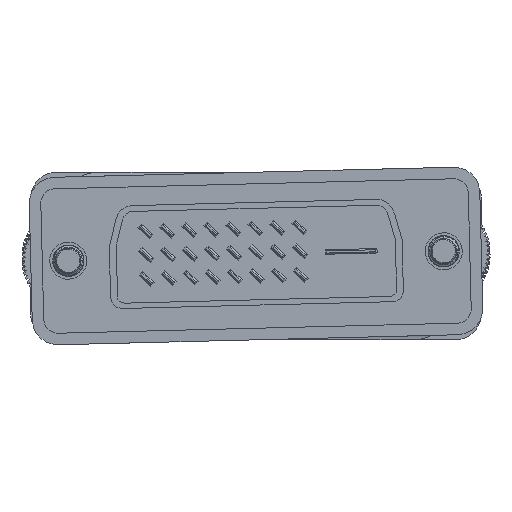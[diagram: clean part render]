
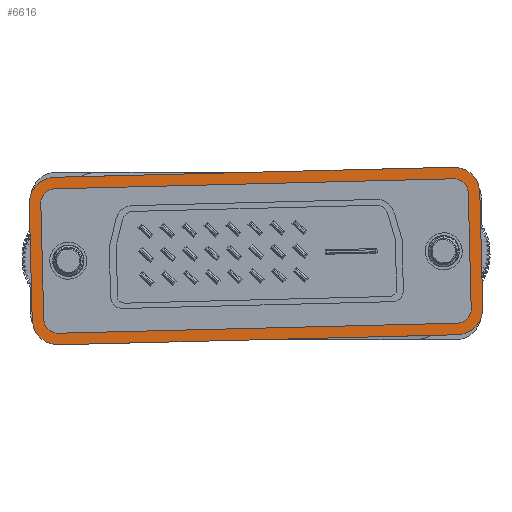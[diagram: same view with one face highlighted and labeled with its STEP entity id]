
A CAD part, front view. The second image highlights one B-rep face of the part: STEP entity #6616.
In plain terms, the highlighted face is planar.
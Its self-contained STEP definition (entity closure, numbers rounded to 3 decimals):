
#544=CARTESIAN_POINT('',(17.25,0.,-5.));
#545=DIRECTION('',(0.,-1.,0.));
#546=DIRECTION('',(0.,0.,-1.));
#547=AXIS2_PLACEMENT_3D('',#544,#545,#546);
#549=CARTESIAN_POINT('',(17.25,0.,5.));
#550=DIRECTION('',(0.,-1.,0.));
#551=DIRECTION('',(1.,0.,0.));
#552=AXIS2_PLACEMENT_3D('',#549,#550,#551);
#554=DIRECTION('',(-1.,0.,0.));
#555=VECTOR('',#554,34.5);
#556=CARTESIAN_POINT('',(17.25,0.,7.25));
#557=LINE('',#556,#555);
#558=CARTESIAN_POINT('',(-17.25,0.,5.));
#559=DIRECTION('',(0.,-1.,0.));
#560=DIRECTION('',(0.,0.,1.));
#561=AXIS2_PLACEMENT_3D('',#558,#559,#560);
#563=DIRECTION('',(0.,0.,-1.));
#564=VECTOR('',#563,10.);
#565=CARTESIAN_POINT('',(-19.5,0.,5.));
#566=LINE('',#565,#564);
#567=CARTESIAN_POINT('',(-17.25,0.,-5.));
#568=DIRECTION('',(0.,-1.,0.));
#569=DIRECTION('',(-1.,0.,0.));
#570=AXIS2_PLACEMENT_3D('',#567,#568,#569);
#572=DIRECTION('',(1.,0.,0.));
#573=VECTOR('',#572,34.5);
#574=CARTESIAN_POINT('',(-17.25,0.,-7.25));
#575=LINE('',#574,#573);
#576=CARTESIAN_POINT('',(-17.25,0.,5.));
#577=DIRECTION('',(0.,1.,0.));
#578=DIRECTION('',(-1.,0.,0.));
#579=AXIS2_PLACEMENT_3D('',#576,#577,#578);
#581=CARTESIAN_POINT('',(17.25,0.,5.));
#582=DIRECTION('',(0.,1.,0.));
#583=DIRECTION('',(0.,0.,1.));
#584=AXIS2_PLACEMENT_3D('',#581,#582,#583);
#586=CARTESIAN_POINT('',(17.25,0.,-5.));
#587=DIRECTION('',(0.,1.,0.));
#588=DIRECTION('',(1.,0.,0.));
#589=AXIS2_PLACEMENT_3D('',#586,#587,#588);
#591=CARTESIAN_POINT('',(-17.25,0.,-5.));
#592=DIRECTION('',(0.,1.,0.));
#593=DIRECTION('',(0.,0.,-1.));
#594=AXIS2_PLACEMENT_3D('',#591,#592,#593);
#604=DIRECTION('',(0.,0.,-1.));
#605=VECTOR('',#604,10.);
#606=CARTESIAN_POINT('',(19.5,0.,5.));
#607=LINE('',#606,#605);
#1129=DIRECTION('',(0.,0.,-1.));
#1130=VECTOR('',#1129,10.);
#1131=CARTESIAN_POINT('',(-18.5,0.,5.));
#1132=LINE('',#1131,#1130);
#1141=DIRECTION('',(1.,0.,0.));
#1142=VECTOR('',#1141,34.5);
#1143=CARTESIAN_POINT('',(-17.25,0.,-6.25));
#1144=LINE('',#1143,#1142);
#1153=DIRECTION('',(0.,0.,1.));
#1154=VECTOR('',#1153,10.);
#1155=CARTESIAN_POINT('',(18.5,0.,-5.));
#1156=LINE('',#1155,#1154);
#1165=DIRECTION('',(-1.,0.,0.));
#1166=VECTOR('',#1165,34.5);
#1167=CARTESIAN_POINT('',(17.25,0.,6.25));
#1168=LINE('',#1167,#1166);
#4577=CARTESIAN_POINT('',(17.25,0.,-7.25));
#4579=VERTEX_POINT('',#4577);
#4581=CARTESIAN_POINT('',(-17.25,0.,-7.25));
#4582=VERTEX_POINT('',#4581);
#4651=CARTESIAN_POINT('',(19.5,0.,-5.));
#4652=VERTEX_POINT('',#4651);
#4721=CARTESIAN_POINT('',(-17.25,0.,7.25));
#4723=VERTEX_POINT('',#4721);
#4725=CARTESIAN_POINT('',(17.25,0.,7.25));
#4726=VERTEX_POINT('',#4725);
#4789=CARTESIAN_POINT('',(-19.5,0.,5.));
#4790=VERTEX_POINT('',#4789);
#4804=CARTESIAN_POINT('',(-19.5,0.,-5.));
#4805=VERTEX_POINT('',#4804);
#4806=CARTESIAN_POINT('',(19.5,0.,5.));
#4807=VERTEX_POINT('',#4806);
#4808=CARTESIAN_POINT('',(-18.5,0.,5.));
#4809=CARTESIAN_POINT('',(-17.25,0.,6.25));
#4810=VERTEX_POINT('',#4808);
#4811=VERTEX_POINT('',#4809);
#4812=CARTESIAN_POINT('',(17.25,0.,6.25));
#4813=VERTEX_POINT('',#4812);
#4814=CARTESIAN_POINT('',(18.5,0.,5.));
#4815=VERTEX_POINT('',#4814);
#4816=CARTESIAN_POINT('',(18.5,0.,-5.));
#4817=VERTEX_POINT('',#4816);
#4818=CARTESIAN_POINT('',(17.25,0.,-6.25));
#4819=VERTEX_POINT('',#4818);
#4820=CARTESIAN_POINT('',(-17.25,0.,-6.25));
#4821=VERTEX_POINT('',#4820);
#4822=CARTESIAN_POINT('',(-18.5,0.,-5.));
#4823=VERTEX_POINT('',#4822);
#6580=CARTESIAN_POINT('',(0.,0.,0.));
#6581=DIRECTION('',(0.,1.,0.));
#6582=DIRECTION('',(-1.,0.,0.));
#6583=AXIS2_PLACEMENT_3D('',#6580,#6581,#6582);
#6584=PLANE('',#6583);
#6585=ORIENTED_EDGE('',*,*,#6055,.T.);
#6587=ORIENTED_EDGE('',*,*,#6586,.F.);
#6589=ORIENTED_EDGE('',*,*,#6588,.T.);
#6590=ORIENTED_EDGE('',*,*,#6348,.T.);
#6591=ORIENTED_EDGE('',*,*,#6438,.T.);
#6593=ORIENTED_EDGE('',*,*,#6592,.T.);
#6594=ORIENTED_EDGE('',*,*,#6571,.T.);
#6595=ORIENTED_EDGE('',*,*,#5963,.T.);
#6596=EDGE_LOOP('',(#6585,#6587,#6589,#6590,#6591,#6593,#6594,#6595));
#6597=FACE_OUTER_BOUND('',#6596,.F.);
#6599=ORIENTED_EDGE('',*,*,#6598,.T.);
#6601=ORIENTED_EDGE('',*,*,#6600,.F.);
#6603=ORIENTED_EDGE('',*,*,#6602,.T.);
#6605=ORIENTED_EDGE('',*,*,#6604,.F.);
#6607=ORIENTED_EDGE('',*,*,#6606,.T.);
#6609=ORIENTED_EDGE('',*,*,#6608,.F.);
#6611=ORIENTED_EDGE('',*,*,#6610,.T.);
#6613=ORIENTED_EDGE('',*,*,#6612,.F.);
#6614=EDGE_LOOP('',(#6599,#6601,#6603,#6605,#6607,#6609,#6611,#6613));
#6615=FACE_BOUND('',#6614,.F.);
#548=CIRCLE('',#547,2.25);
#553=CIRCLE('',#552,2.25);
#562=CIRCLE('',#561,2.25);
#571=CIRCLE('',#570,2.25);
#580=CIRCLE('',#579,1.25);
#585=CIRCLE('',#584,1.25);
#590=CIRCLE('',#589,1.25);
#595=CIRCLE('',#594,1.25);
#5963=EDGE_CURVE('',#4582,#4579,#575,.T.);
#6055=EDGE_CURVE('',#4579,#4652,#548,.T.);
#6348=EDGE_CURVE('',#4726,#4723,#557,.T.);
#6438=EDGE_CURVE('',#4723,#4790,#562,.T.);
#6571=EDGE_CURVE('',#4805,#4582,#571,.T.);
#6586=EDGE_CURVE('',#4807,#4652,#607,.T.);
#6588=EDGE_CURVE('',#4807,#4726,#553,.T.);
#6592=EDGE_CURVE('',#4790,#4805,#566,.T.);
#6598=EDGE_CURVE('',#4810,#4811,#580,.T.);
#6600=EDGE_CURVE('',#4813,#4811,#1168,.T.);
#6602=EDGE_CURVE('',#4813,#4815,#585,.T.);
#6604=EDGE_CURVE('',#4817,#4815,#1156,.T.);
#6606=EDGE_CURVE('',#4817,#4819,#590,.T.);
#6608=EDGE_CURVE('',#4821,#4819,#1144,.T.);
#6610=EDGE_CURVE('',#4821,#4823,#595,.T.);
#6612=EDGE_CURVE('',#4810,#4823,#1132,.T.);
#6616=ADVANCED_FACE('',(#6597,#6615),#6584,.T.);
